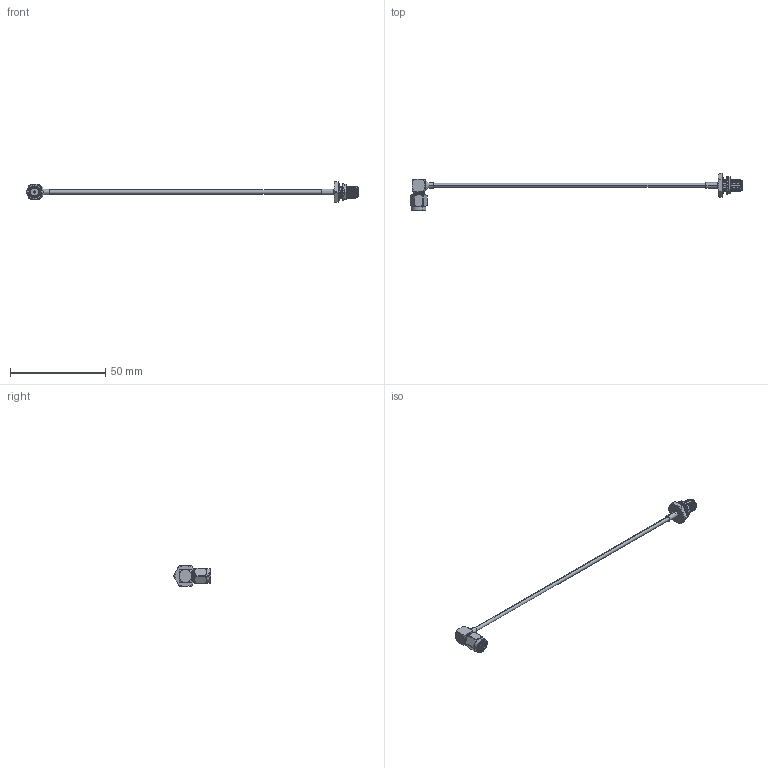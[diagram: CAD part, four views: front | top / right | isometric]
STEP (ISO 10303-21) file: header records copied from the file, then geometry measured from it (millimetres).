
FILE_DESCRIPTION (( 'STEP AP214' ), '1' );
FILE_NAME ('PE34313_3D.STEP', '2021-11-15T18:04:08', ( '' ), ( '' ), 'SwSTEP 2.0', 'SolidWorks 2021', '' );
FILE_SCHEMA (( 'AUTOMOTIVE_DESIGN' ));
Length unit declared in the file: inch
Products named in the file (4): PE-SR405FL; PE34313_3D; PE4119; PE4025
Assembly tree (3 placements, depth 2):
  PE34313_3D
    PE-SR405FL
    PE4025
    PE4119
Bounding box: 174.37 x 19.45 x 11 mm (x, y, z)
Volume: 1780.4 mm3; surface area: 2891.3 mm2
Topology: 6 solids, 6 shells, 323 faces, 876 edges, 578 vertices
Faces by surface type: cylinder 109, bspline 86, plane 63, cone 59, torus 6
Entity records: 26161 total; most frequent: CARTESIAN_POINT 18654, ORIENTED_EDGE 1752, DIRECTION 1176, EDGE_CURVE 876, VERTEX_POINT 578, AXIS2_PLACEMENT_3D 480, EDGE_LOOP 342, ADVANCED_FACE 323
